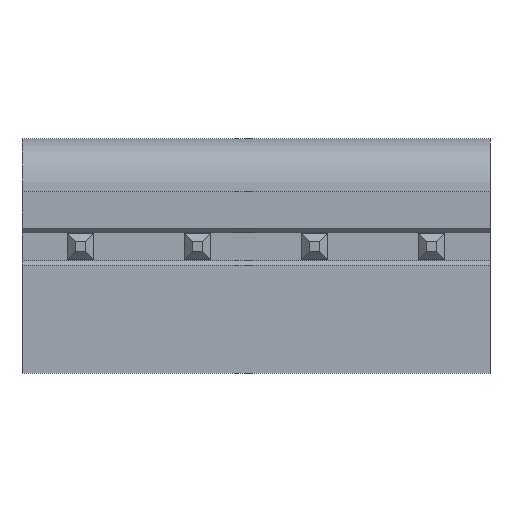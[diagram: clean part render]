
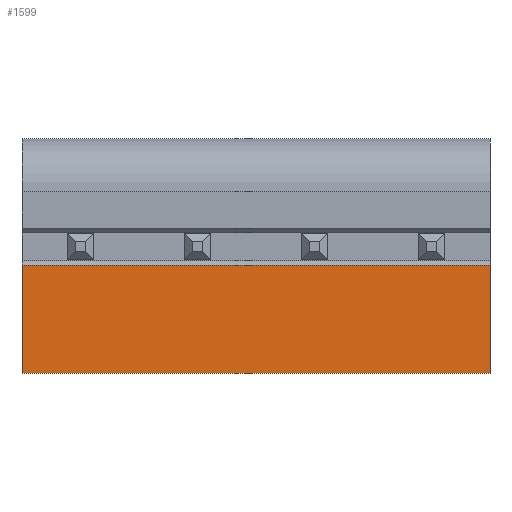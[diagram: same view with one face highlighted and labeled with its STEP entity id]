
A CAD part, front view. The second image highlights one B-rep face of the part: STEP entity #1599.
In plain terms, the highlighted planar face has unit normal (0, -1, 0).
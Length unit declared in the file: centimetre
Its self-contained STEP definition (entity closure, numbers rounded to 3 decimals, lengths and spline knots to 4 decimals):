
#250=VERTEX_POINT('',#2293);
#251=VERTEX_POINT('',#2295);
#253=VERTEX_POINT('',#2301);
#254=VERTEX_POINT('',#2303);
#432=VECTOR('',#1906,1.);
#435=VECTOR('',#1910,1.);
#436=VECTOR('',#1911,1.);
#437=VECTOR('',#1912,1.);
#625=LINE('',#2294,#432);
#628=LINE('',#2300,#435);
#629=LINE('',#2302,#436);
#630=LINE('',#2304,#437);
#834=EDGE_CURVE('',#251,#250,#625,.T.);
#837=EDGE_CURVE('',#250,#253,#628,.T.);
#838=EDGE_CURVE('',#254,#253,#629,.T.);
#839=EDGE_CURVE('',#254,#251,#630,.T.);
#1182=ORIENTED_EDGE('',*,*,#837,.T.);
#1183=ORIENTED_EDGE('',*,*,#838,.F.);
#1184=ORIENTED_EDGE('',*,*,#839,.T.);
#1185=ORIENTED_EDGE('',*,*,#834,.T.);
#1397=EDGE_LOOP('',(#1182,#1183,#1184,#1185));
#1498=FACE_BOUND('',#1397,.T.);
#1599=ADVANCED_FACE('',(#1498),#2463,.T.);
#1676=AXIS2_PLACEMENT_3D('',#2299,#1909,$);
#1906=DIRECTION('',(1.,0.,0.));
#1909=DIRECTION('',(0.,-1.,0.));
#1910=DIRECTION('',(0.,0.,1.));
#1911=DIRECTION('',(1.,0.,0.));
#1912=DIRECTION('',(0.,0.,-1.));
#2293=CARTESIAN_POINT('',(1.016,0.,-0.55));
#2294=CARTESIAN_POINT('',(-1.016,0.,-0.55));
#2295=CARTESIAN_POINT('',(-1.016,0.,-0.55));
#2299=CARTESIAN_POINT('',(-1.016,0.,-0.315));
#2300=CARTESIAN_POINT('',(1.016,0.,-0.08));
#2301=CARTESIAN_POINT('',(1.016,0.,-0.08));
#2302=CARTESIAN_POINT('',(-1.016,0.,-0.08));
#2303=CARTESIAN_POINT('',(-1.016,0.,-0.08));
#2304=CARTESIAN_POINT('',(-1.016,0.,-0.08));
#2463=PLANE('',#1676);
